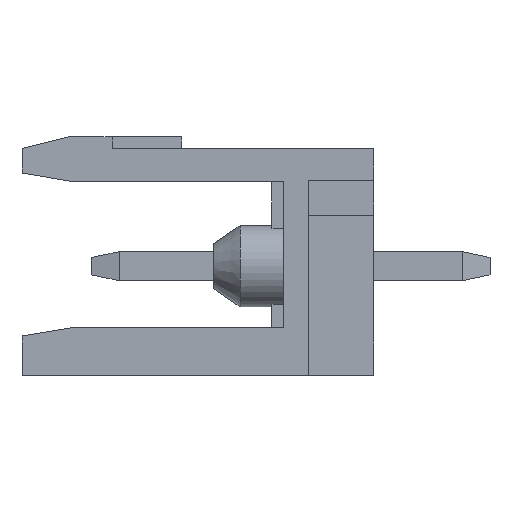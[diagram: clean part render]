
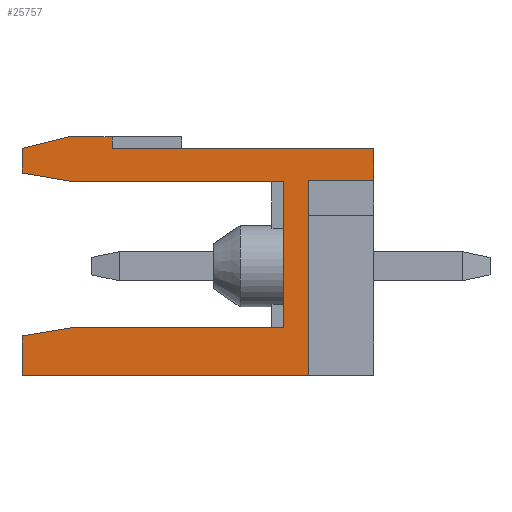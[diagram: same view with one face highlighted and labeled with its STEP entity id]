
A CAD part, left-side view. The second image highlights one B-rep face of the part: STEP entity #25757.
In plain terms, the highlighted planar face has unit normal (-1, 0, 0).
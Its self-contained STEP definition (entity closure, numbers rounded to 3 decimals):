
#94 = CARTESIAN_POINT ( 'NONE',  ( 0., 12.1, 6.951 ) ) ;
#795 = VERTEX_POINT ( 'NONE', #11236 ) ;
#1195 = DIRECTION ( 'NONE',  ( 0., -1., 0. ) ) ;
#1202 = VECTOR ( 'NONE', #8639, 1000. ) ;
#1511 = CARTESIAN_POINT ( 'NONE',  ( 0., 3.1, 6.65 ) ) ;
#1617 = EDGE_CURVE ( 'NONE', #14005, #6756, #25136, .T. ) ;
#2269 = EDGE_CURVE ( 'NONE', #4226, #10566, #10124, .T. ) ;
#2633 = LINE ( 'NONE', #19013, #12870 ) ;
#2686 = DIRECTION ( 'NONE',  ( 0., 1., 0. ) ) ;
#2904 = ORIENTED_EDGE ( 'NONE', *, *, #9267, .F. ) ;
#3166 = ORIENTED_EDGE ( 'NONE', *, *, #8457, .T. ) ;
#3547 = LINE ( 'NONE', #11672, #25362 ) ;
#3582 = VECTOR ( 'NONE', #7647, 1000. ) ;
#3614 = EDGE_CURVE ( 'NONE', #24297, #16271, #26164, .T. ) ;
#3619 = CARTESIAN_POINT ( 'NONE',  ( 0., 12.1, 7.8 ) ) ;
#3838 = VERTEX_POINT ( 'NONE', #19118 ) ;
#4161 = CARTESIAN_POINT ( 'NONE',  ( 0., 2.25, 6.7 ) ) ;
#4178 = DIRECTION ( 'NONE',  ( 1., 0., 0. ) ) ;
#4226 = VERTEX_POINT ( 'NONE', #22454 ) ;
#4248 = VERTEX_POINT ( 'NONE', #8541 ) ;
#4387 = CARTESIAN_POINT ( 'NONE',  ( 0., 0., 8.2 ) ) ;
#4417 = CARTESIAN_POINT ( 'NONE',  ( 0., 3.1, 6.65 ) ) ;
#4650 = CARTESIAN_POINT ( 'NONE',  ( 0., 9., 8.2 ) ) ;
#4715 = CARTESIAN_POINT ( 'NONE',  ( 0., 9., 8.2 ) ) ;
#5055 = LINE ( 'NONE', #19414, #18659 ) ;
#6369 = ORIENTED_EDGE ( 'NONE', *, *, #25567, .T. ) ;
#6756 = VERTEX_POINT ( 'NONE', #4650 ) ;
#6784 = EDGE_CURVE ( 'NONE', #24854, #19919, #2633, .T. ) ;
#6898 = VECTOR ( 'NONE', #22563, 1000. ) ;
#7139 = CARTESIAN_POINT ( 'NONE',  ( 0., 12.1, 7.8 ) ) ;
#7647 = DIRECTION ( 'NONE',  ( 0., 1., 0. ) ) ;
#7833 = VECTOR ( 'NONE', #17792, 1000. ) ;
#7879 = VECTOR ( 'NONE', #10411, 1000. ) ;
#8146 = EDGE_LOOP ( 'NONE', ( #17030, #3166, #9442, #6369, #16347, #18212, #13286, #21538, #9562, #16461, #26118, #24534, #19991, #2904, #14700 ) ) ;
#8228 = PLANE ( 'NONE',  #23503 ) ;
#8457 = EDGE_CURVE ( 'NONE', #8865, #16271, #8651, .T. ) ;
#8541 = CARTESIAN_POINT ( 'NONE',  ( 0., 12.1, 1.349 ) ) ;
#8639 = DIRECTION ( 'NONE',  ( 0., 0., 1. ) ) ;
#8651 = LINE ( 'NONE', #94, #6898 ) ;
#8865 = VERTEX_POINT ( 'NONE', #16856 ) ;
#9267 = EDGE_CURVE ( 'NONE', #23745, #6756, #13585, .T. ) ;
#9288 = CARTESIAN_POINT ( 'NONE',  ( 0., 3.1, 1.65 ) ) ;
#9437 = VECTOR ( 'NONE', #12523, 1000. ) ;
#9442 = ORIENTED_EDGE ( 'NONE', *, *, #3614, .F. ) ;
#9562 = ORIENTED_EDGE ( 'NONE', *, *, #22670, .T. ) ;
#9693 = LINE ( 'NONE', #15966, #7833 ) ;
#9793 = EDGE_CURVE ( 'NONE', #8865, #13769, #9693, .T. ) ;
#10124 = LINE ( 'NONE', #4387, #9437 ) ;
#10333 = LINE ( 'NONE', #12334, #1202 ) ;
#10411 = DIRECTION ( 'NONE',  ( 0., 0., -1. ) ) ;
#10566 = VERTEX_POINT ( 'NONE', #12243 ) ;
#10835 = VECTOR ( 'NONE', #25142, 1000. ) ;
#10921 = EDGE_CURVE ( 'NONE', #23745, #13769, #18512, .T. ) ;
#11236 = CARTESIAN_POINT ( 'NONE',  ( 0., 12.1, 0. ) ) ;
#11368 = VECTOR ( 'NONE', #2686, 1000. ) ;
#11486 = CARTESIAN_POINT ( 'NONE',  ( 0., 10.5, 8.2 ) ) ;
#11672 = CARTESIAN_POINT ( 'NONE',  ( 0., 12.1, 1.349 ) ) ;
#12034 = CARTESIAN_POINT ( 'NONE',  ( 0., 9., 7.8 ) ) ;
#12243 = CARTESIAN_POINT ( 'NONE',  ( 0., 0., 7.8 ) ) ;
#12244 = LINE ( 'NONE', #18373, #22568 ) ;
#12308 = DIRECTION ( 'NONE',  ( 0., 0., -1. ) ) ;
#12334 = CARTESIAN_POINT ( 'NONE',  ( 0., 12.1, 8.2 ) ) ;
#12523 = DIRECTION ( 'NONE',  ( 0., 0., 1. ) ) ;
#12656 = EDGE_CURVE ( 'NONE', #10566, #14005, #19314, .T. ) ;
#12870 = VECTOR ( 'NONE', #16644, 1000. ) ;
#13286 = ORIENTED_EDGE ( 'NONE', *, *, #15434, .F. ) ;
#13458 = EDGE_CURVE ( 'NONE', #3838, #4226, #5055, .T. ) ;
#13585 = LINE ( 'NONE', #25847, #22638 ) ;
#13769 = VERTEX_POINT ( 'NONE', #3619 ) ;
#14005 = VERTEX_POINT ( 'NONE', #12034 ) ;
#14700 = ORIENTED_EDGE ( 'NONE', *, *, #10921, .T. ) ;
#15394 = CARTESIAN_POINT ( 'NONE',  ( 0., 10.3, 6.65 ) ) ;
#15434 = EDGE_CURVE ( 'NONE', #795, #4248, #10333, .T. ) ;
#15837 = DIRECTION ( 'NONE',  ( 0., -1., 0. ) ) ;
#15966 = CARTESIAN_POINT ( 'NONE',  ( 0., 12.1, 8.2 ) ) ;
#16271 = VERTEX_POINT ( 'NONE', #15394 ) ;
#16347 = ORIENTED_EDGE ( 'NONE', *, *, #6784, .T. ) ;
#16461 = ORIENTED_EDGE ( 'NONE', *, *, #13458, .T. ) ;
#16644 = DIRECTION ( 'NONE',  ( 0., 1., 0. ) ) ;
#16671 = LINE ( 'NONE', #4161, #25668 ) ;
#16856 = CARTESIAN_POINT ( 'NONE',  ( 0., 12.1, 6.951 ) ) ;
#16962 = CARTESIAN_POINT ( 'NONE',  ( 0., 10.3, 1.65 ) ) ;
#17030 = ORIENTED_EDGE ( 'NONE', *, *, #9793, .F. ) ;
#17561 = EDGE_CURVE ( 'NONE', #19919, #4248, #3547, .T. ) ;
#17792 = DIRECTION ( 'NONE',  ( 0., 0., 1. ) ) ;
#18212 = ORIENTED_EDGE ( 'NONE', *, *, #17561, .T. ) ;
#18311 = FACE_OUTER_BOUND ( 'NONE', #8146, .T. ) ;
#18373 = CARTESIAN_POINT ( 'NONE',  ( 0., 12.1, 0. ) ) ;
#18512 = LINE ( 'NONE', #7139, #10835 ) ;
#18659 = VECTOR ( 'NONE', #1195, 1000. ) ;
#18917 = DIRECTION ( 'NONE',  ( 0., 0., 1. ) ) ;
#19013 = CARTESIAN_POINT ( 'NONE',  ( 0., 3.1, 1.65 ) ) ;
#19118 = CARTESIAN_POINT ( 'NONE',  ( 0., 2.25, 6.7 ) ) ;
#19273 = EDGE_CURVE ( 'NONE', #795, #24556, #12244, .T. ) ;
#19314 = LINE ( 'NONE', #20925, #11368 ) ;
#19414 = CARTESIAN_POINT ( 'NONE',  ( 0., 0., 6.7 ) ) ;
#19761 = DIRECTION ( 'NONE',  ( 0., 0.986, -0.165 ) ) ;
#19919 = VERTEX_POINT ( 'NONE', #16962 ) ;
#19991 = ORIENTED_EDGE ( 'NONE', *, *, #1617, .T. ) ;
#20073 = DIRECTION ( 'NONE',  ( 0., -1., 0. ) ) ;
#20338 = CARTESIAN_POINT ( 'NONE',  ( 0., 2.25, 0. ) ) ;
#20375 = LINE ( 'NONE', #4417, #7879 ) ;
#20541 = CARTESIAN_POINT ( 'NONE',  ( 0., 12.1, 8.2 ) ) ;
#20822 = DIRECTION ( 'NONE',  ( 0., 0., 1. ) ) ;
#20925 = CARTESIAN_POINT ( 'NONE',  ( 0., 9., 7.8 ) ) ;
#21538 = ORIENTED_EDGE ( 'NONE', *, *, #19273, .T. ) ;
#22110 = CARTESIAN_POINT ( 'NONE',  ( 0., 3.1, 6.65 ) ) ;
#22454 = CARTESIAN_POINT ( 'NONE',  ( 0., 0., 6.7 ) ) ;
#22563 = DIRECTION ( 'NONE',  ( 0., -0.986, -0.165 ) ) ;
#22568 = VECTOR ( 'NONE', #20073, 1000. ) ;
#22638 = VECTOR ( 'NONE', #15837, 1000. ) ;
#22670 = EDGE_CURVE ( 'NONE', #24556, #3838, #16671, .T. ) ;
#23503 = AXIS2_PLACEMENT_3D ( 'NONE', #20541, #4178, #12308 ) ;
#23745 = VERTEX_POINT ( 'NONE', #11486 ) ;
#24297 = VERTEX_POINT ( 'NONE', #1511 ) ;
#24534 = ORIENTED_EDGE ( 'NONE', *, *, #12656, .T. ) ;
#24556 = VERTEX_POINT ( 'NONE', #20338 ) ;
#24614 = VECTOR ( 'NONE', #20822, 1000. ) ;
#24854 = VERTEX_POINT ( 'NONE', #9288 ) ;
#25136 = LINE ( 'NONE', #4715, #24614 ) ;
#25142 = DIRECTION ( 'NONE',  ( 0., 0.97, -0.243 ) ) ;
#25362 = VECTOR ( 'NONE', #19761, 1000. ) ;
#25567 = EDGE_CURVE ( 'NONE', #24297, #24854, #20375, .T. ) ;
#25668 = VECTOR ( 'NONE', #18917, 1000. ) ;
#25757 = ADVANCED_FACE ( 'NONE', ( #18311 ), #8228, .F. ) ;
#25847 = CARTESIAN_POINT ( 'NONE',  ( 0., 12.1, 8.2 ) ) ;
#26118 = ORIENTED_EDGE ( 'NONE', *, *, #2269, .T. ) ;
#26164 = LINE ( 'NONE', #22110, #3582 ) ;
